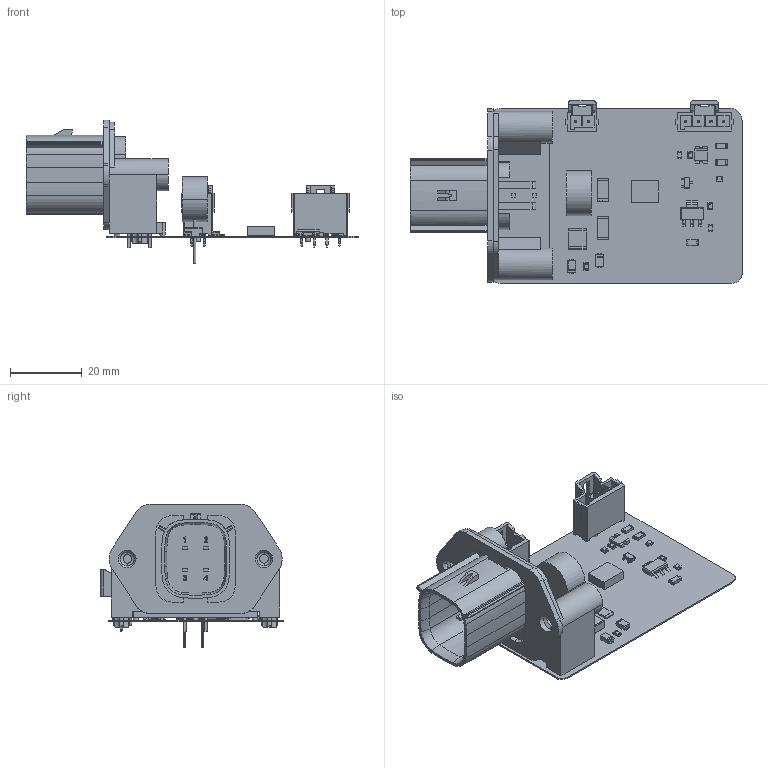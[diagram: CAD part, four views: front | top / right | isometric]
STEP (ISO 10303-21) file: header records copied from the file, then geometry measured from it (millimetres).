
FILE_DESCRIPTION(('Open CASCADE Model'),'2;1');
FILE_NAME('Open CASCADE Shape Model','2017-02-17T00:33:25',('Author'),( 'Open CASCADE'),'Open CASCADE STEP processor 6.8','Open CASCADE 6.8' ,'Unknown');
FILE_SCHEMA(('AUTOMOTIVE_DESIGN { 1 0 10303 214 1 1 1 1 }'));
Length unit declared in the file: millimetre
Products named in the file (61): PCB; Board; R6; RESC-0805; Open CASCADE STEP translator 6.8 1.2.1.1; Open CASCADE STEP translator 6.8 1.2.1.2; R5; R4; RES2512; R3; R2; RESC-1206; Open CASCADE STEP translator 6.8 1.6.1.1; Open CASCADE STEP translator 6.8 1.6.1.2; R1; Q3; SOT23-3; Q2; 791826016; Extruded; Q1; SOT223-3; J3; 1722861104_RGB1052688; Open CASCADE STEP translator 6.8 1.11.1.1; Open CASCADE STEP translator 6.8 1.11.1.2; F3; User_Library-Fuse_1812; F1; Resistor1206; D5; BL-LS0805UWC; D4; SOD-123FL; D3; D2; D1; C2; CAP2220; C1 ...
Assembly tree (70 placements, depth 4):
  PCB
    Board
    R6
      RESC-0805
        Open CASCADE STEP translator 6.8 1.2.1.1
        Open CASCADE STEP translator 6.8 1.2.1.2
    R5
      RESC-0805
        Open CASCADE STEP translator 6.8 1.2.1.1
        Open CASCADE STEP translator 6.8 1.2.1.2
    R4
      RES2512
    R3
      RES2512
    R2
      RESC-1206
        Open CASCADE STEP translator 6.8 1.6.1.1
        Open CASCADE STEP translator 6.8 1.6.1.2
    R1
      RESC-0805
        Open CASCADE STEP translator 6.8 1.2.1.1
        Open CASCADE STEP translator 6.8 1.2.1.2
    Q3
      SOT23-3
    Q2
      791826016
        Extruded
    Q1
      SOT223-3
      SOT223-3
      SOT223-3
      SOT223-3
      SOT223-3
    J3
      1722861104_RGB1052688
        Open CASCADE STEP translator 6.8 1.11.1.1
        Open CASCADE STEP translator 6.8 1.11.1.2
    F3
      User_Library-Fuse_1812
    F1
      Resistor1206
      Resistor1206
      Resistor1206
    D5
      BL-LS0805UWC
      BL-LS0805UWC
      BL-LS0805UWC
    D4
      SOD-123FL
    D3
      SOD-123FL
    D2
      BL-LS0805UWC
      BL-LS0805UWC
      BL-LS0805UWC
    D1
      BL-LS0805UWC
      BL-LS0805UWC
      BL-LS0805UWC
    C2
Bounding box: 92.55 x 50.9 x 40.05 mm (x, y, z)
Volume: 15412.3 mm3; surface area: 22133.4 mm2
Topology: 51 solids, 54 shells, 1779 faces, 4731 edges, 3155 vertices
Faces by surface type: plane 1267, cylinder 372, bspline 83, sphere 16, extrusion 15, torus 14, cone 12
Full cylindrical faces by diameter (mm): 0.889 x2, 1.02 x6, 1.727 x4
Entity records: 57568 total; most frequent: CARTESIAN_POINT 12045, ORIENTED_EDGE 8074, DIRECTION 7550, EDGE_CURVE 4045, VECTOR 2970, LINE 2955, VERTEX_POINT 2631, AXIS2_PLACEMENT_3D 2290
